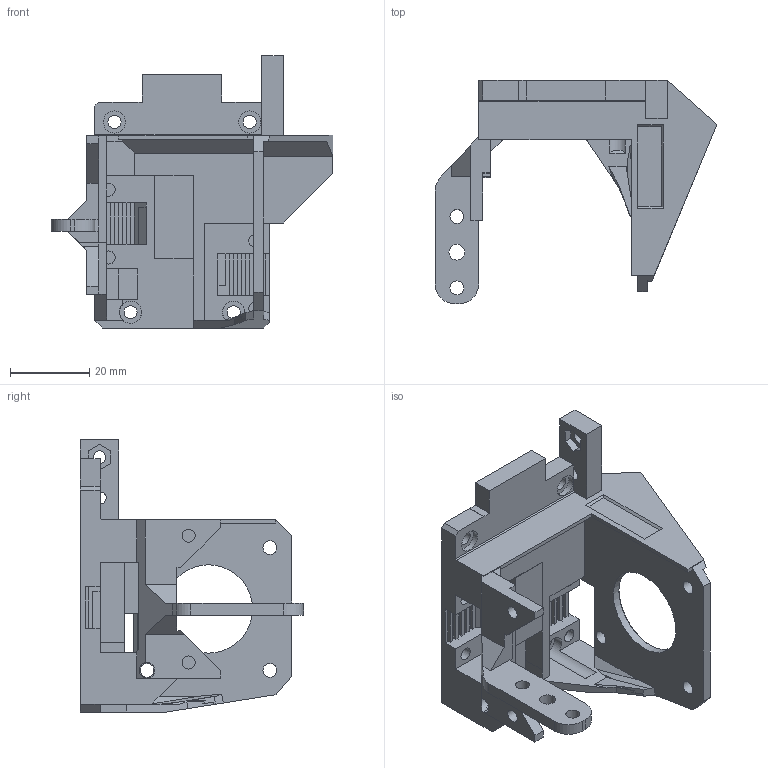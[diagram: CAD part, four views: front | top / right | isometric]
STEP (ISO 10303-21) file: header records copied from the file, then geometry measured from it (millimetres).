
FILE_DESCRIPTION(/* description */ ('STEP AP214'),/* implementation_level */ '2;1');
FILE_NAME(/* name */ 'LGX FF9.stp',/* time_stamp */ '2021-07-12T20:22:45+02:00',/* author */ ('luk'),/* organization */ (''),/* preprocessor_version */ 'ST-DEVELOPER v18',/* originating_system */ 'Autodesk Inventor 2020',/* authorisation */ ' ');
FILE_SCHEMA (('AUTOMOTIVE_DESIGN { 1 0 10303 214 3 1 1 }'));
Length unit declared in the file: millimetre
Products named in the file (1): LGX FF9
Bounding box: 71.12 x 56.3 x 68.65 mm (x, y, z)
Volume: 30383.7 mm3; surface area: 17655.4 mm2
Topology: 1 solids, 1 shells, 263 faces, 771 edges, 514 vertices
Faces by surface type: plane 235, cylinder 27, cone 1
Full cylindrical faces by diameter (mm): 3 x1, 3.2 x1, 3.3 x10, 3.5 x5, 4 x2, 5.6 x4, 22.3 x1
Entity records: 8767 total; most frequent: CARTESIAN_POINT 1550, ORIENTED_EDGE 1544, DIRECTION 1389, EDGE_CURVE 772, LINE 683, VECTOR 683, VERTEX_POINT 514, AXIS2_PLACEMENT_3D 353
